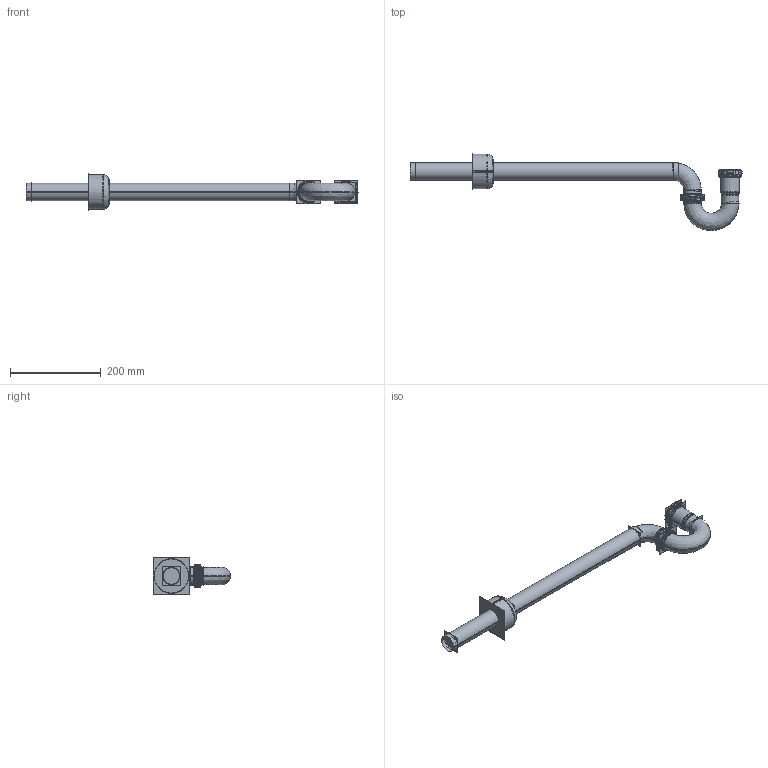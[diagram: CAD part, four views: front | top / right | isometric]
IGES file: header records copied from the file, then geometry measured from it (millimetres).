
Start section:  PTC IGES file: 3013-1.igs
Global section: file name: 3013-1.igs; native system: Creo Parametric by PTC Inc.; preprocessor: 2018500; author: NSantos; organization: Unknown; date: 20210607.201633; units: inch
Bounding box: 729.68 x 169.73 x 79.25 mm (x, y, z)
Surface area: 3766531.4 mm2 (no closed solid volume)
Topology: 0 solids, 0 shells, 510 faces, 8574 edges, 11602 vertices
Faces by surface type: revolution 366, bspline 144
